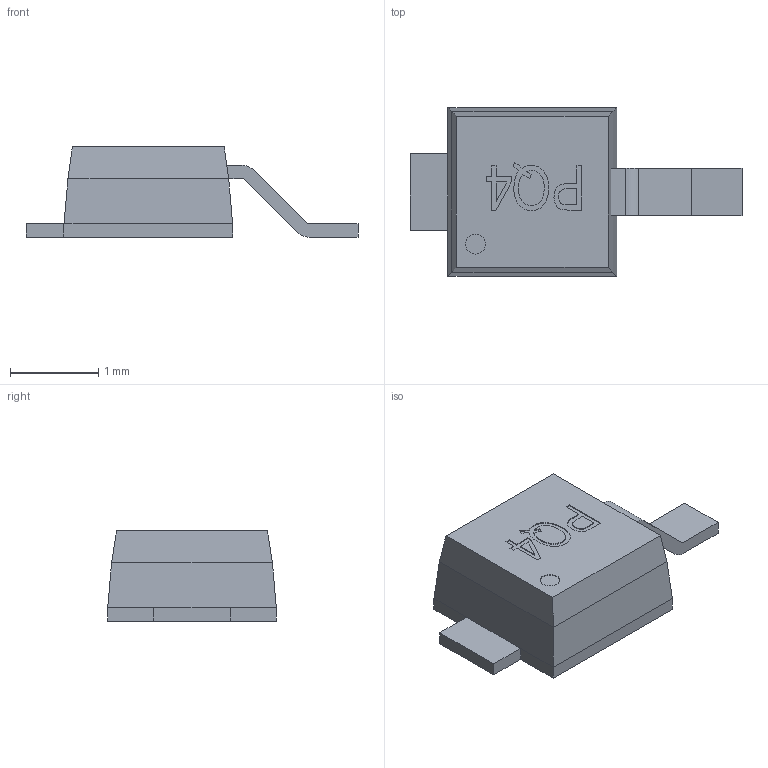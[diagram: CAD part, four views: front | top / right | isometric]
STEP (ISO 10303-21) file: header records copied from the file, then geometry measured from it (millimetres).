
FILE_DESCRIPTION(('FreeCAD Model'),'2;1');
FILE_NAME('Fusion.step','2017-08-11T15:48:20',( 'kicad StepUp'),('ksu MCAD'),'Open CASCADE STEP processor 6.8', 'FreeCAD','Unknown');
FILE_SCHEMA(('AUTOMOTIVE_DESIGN_CC2 { 1 2 10303 214 -1 1 5 4 }'));
Length unit declared in the file: millimetre
Products named in the file (2): ASSEMBLY; Fusion
Assembly tree (1 placements, depth 2):
  ASSEMBLY
    Fusion
Bounding box: 3.76 x 1.91 x 1.02 mm (x, y, z)
Volume: 3.7 mm3; surface area: 17.5 mm2
Topology: 1 solids, 1 shells, 84 faces, 214 edges, 140 vertices
Faces by surface type: plane 60, bspline 20, cylinder 4
Entity records: 4071 total; most frequent: CARTESIAN_POINT 1548, ORIENTED_EDGE 428, DIRECTION 314, EDGE_CURVE 214, LINE 166, VECTOR 166, VERTEX_POINT 140, FACE_BOUND 92
